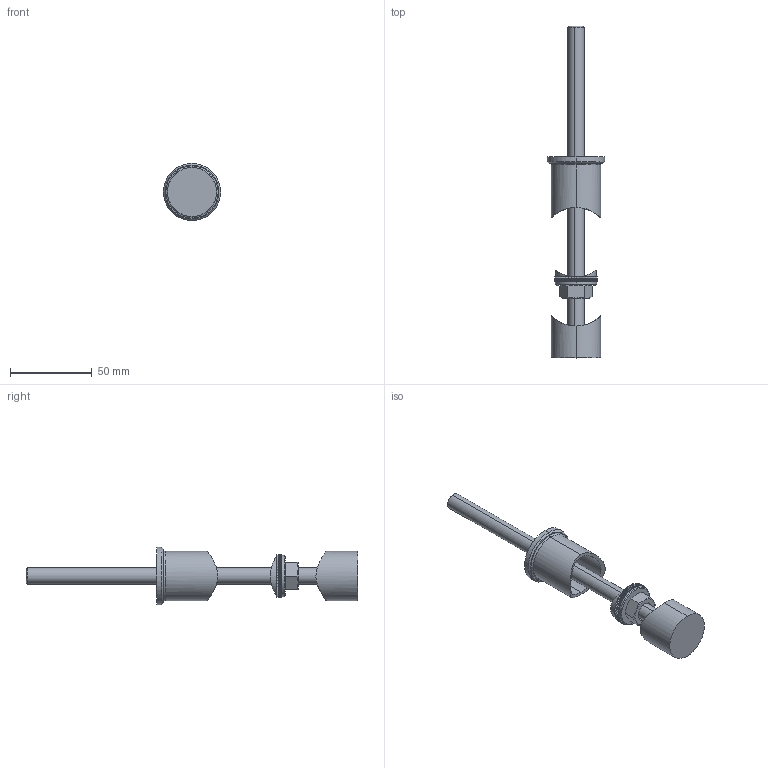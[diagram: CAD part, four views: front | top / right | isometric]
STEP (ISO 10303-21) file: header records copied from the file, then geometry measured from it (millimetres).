
FILE_DESCRIPTION (( 'STEP AP203' ), '1' );
FILE_NAME ('A6_42-20-B.STEP', '2022-11-09T11:12:45', ( '' ), ( '' ), 'SwSTEP 2.0', 'SolidWorks 2019', '' );
FILE_SCHEMA (( 'CONFIG_CONTROL_DESIGN' ));
Length unit declared in the file: millimetre
Products named in the file (6): A6_42-20-B; A6_42-20-B.P1; A6_42-20-B.P3; A6_42-20-B.P2; DIN 934_MATICA M10; DIN 913_SKRUTKA M10X90
Assembly tree (5 placements, depth 2):
  A6_42-20-B
    A6_42-20-B.P1
    DIN 913_SKRUTKA M10X90
    A6_42-20-B.P2
    DIN 934_MATICA M10
    A6_42-20-B.P3
Bounding box: 35 x 203 x 35 mm (x, y, z)
Volume: 31905.2 mm3; surface area: 21926 mm2
Topology: 5 solids, 5 shells, 405 faces, 982 edges, 594 vertices
Faces by surface type: plane 266, cylinder 109, cone 28, torus 2
Entity records: 12967 total; most frequent: CARTESIAN_POINT 2734, DIRECTION 2082, ORIENTED_EDGE 1964, EDGE_CURVE 982, AXIS2_PLACEMENT_3D 723, VECTOR 636, LINE 636, VERTEX_POINT 594
